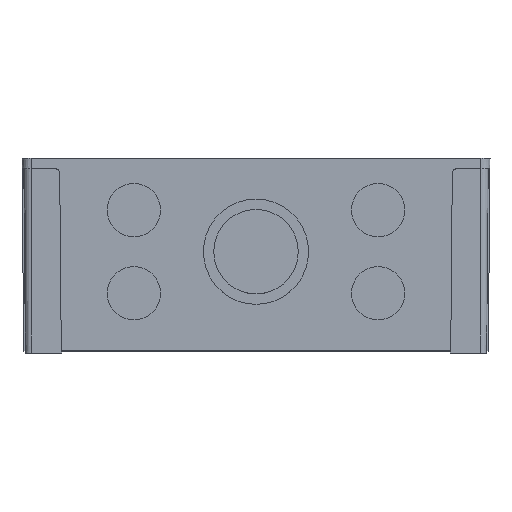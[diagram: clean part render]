
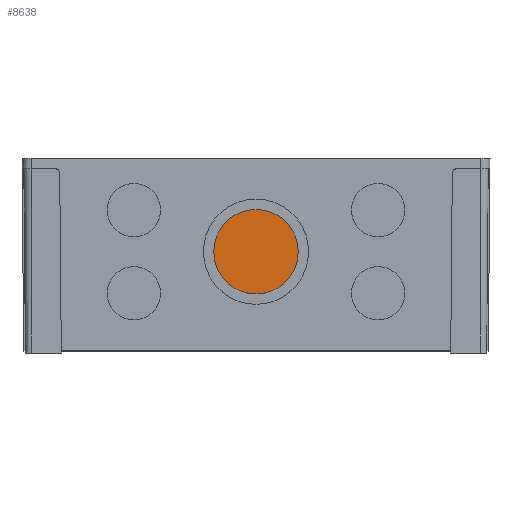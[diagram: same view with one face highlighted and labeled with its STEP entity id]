
A CAD part, top view. The second image highlights one B-rep face of the part: STEP entity #8638.
In plain terms, the highlighted planar face has unit normal (0, -0.009, 1).
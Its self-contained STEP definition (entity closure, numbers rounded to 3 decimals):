
#196 = AXIS2_PLACEMENT_3D ( 'NONE', #4428, #2546, #6411 ) ;
#1734 = CIRCLE ( 'NONE', #9783, 16.25 ) ;
#1770 = CARTESIAN_POINT ( 'NONE',  ( 0., -35.995, 89.336 ) ) ;
#2546 = DIRECTION ( 'NONE',  ( 0., -0.009, 1. ) ) ;
#2953 = CARTESIAN_POINT ( 'NONE',  ( 0., -35.995, 89.336 ) ) ;
#3058 = CIRCLE ( 'NONE', #196, 16.25 ) ;
#3113 = DIRECTION ( 'NONE',  ( 0., -0.009, 1. ) ) ;
#3182 = ORIENTED_EDGE ( 'NONE', *, *, #7478, .T. ) ;
#3573 = CARTESIAN_POINT ( 'NONE',  ( 0., -19.746, 89.478 ) ) ;
#3703 = EDGE_CURVE ( 'NONE', #7550, #8438, #1734, .T. ) ;
#4396 = ORIENTED_EDGE ( 'NONE', *, *, #3703, .T. ) ;
#4428 = CARTESIAN_POINT ( 'NONE',  ( 0., -35.995, 89.336 ) ) ;
#4751 = DIRECTION ( 'NONE',  ( 0., -0.009, 1. ) ) ;
#4765 = CARTESIAN_POINT ( 'NONE',  ( 0., -52.245, 89.194 ) ) ;
#6411 = DIRECTION ( 'NONE',  ( 0., -1., -0.009 ) ) ;
#6884 = AXIS2_PLACEMENT_3D ( 'NONE', #2953, #3113, #7902 ) ;
#6964 = PLANE ( 'NONE',  #6884 ) ;
#7478 = EDGE_CURVE ( 'NONE', #8438, #7550, #3058, .T. ) ;
#7550 = VERTEX_POINT ( 'NONE', #3573 ) ;
#7593 = DIRECTION ( 'NONE',  ( 0., -1., -0.009 ) ) ;
#7902 = DIRECTION ( 'NONE',  ( 0., -1., -0.009 ) ) ;
#8438 = VERTEX_POINT ( 'NONE', #4765 ) ;
#8638 = ADVANCED_FACE ( 'NONE', ( #11010 ), #6964, .T. ) ;
#8932 = EDGE_LOOP ( 'NONE', ( #3182, #4396 ) ) ;
#9783 = AXIS2_PLACEMENT_3D ( 'NONE', #1770, #4751, #7593 ) ;
#11010 = FACE_OUTER_BOUND ( 'NONE', #8932, .T. ) ;
